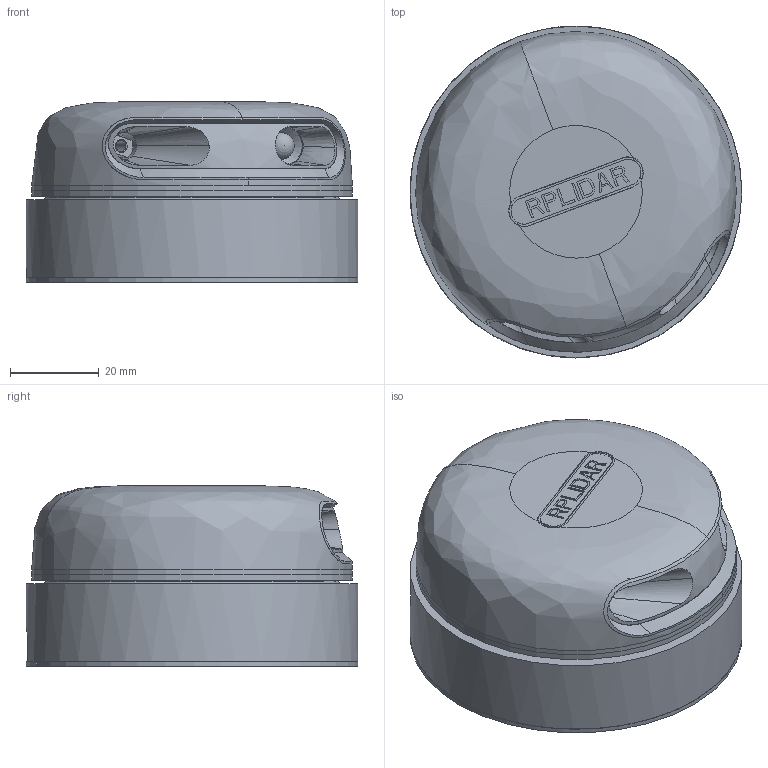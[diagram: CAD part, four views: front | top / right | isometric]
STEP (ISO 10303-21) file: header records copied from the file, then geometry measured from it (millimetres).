
FILE_DESCRIPTION(/* description */ (''),/* implementation_level */ '2;1');
FILE_NAME(/* name */ 'rplidar-a2m4-r1.step',/* time_stamp */ '2020-08-01T10:32:48+03:00',/* author */ (''),/* organization */ (''),/* preprocessor_version */ 'ST-DEVELOPER v18.1',/* originating_system */ 'Autodesk Translation Framework v9.3.0.1241',/* authorisation */ '');
FILE_SCHEMA (('AUTOMOTIVE_DESIGN { 1 0 10303 214 3 1 1 }'));
Length unit declared in the file: millimetre
Products named in the file (11): rplidar-a2m4-r1; RPLIDAR A2; BOTTOM_COVER; BOTTOM_CASE; TOP_BOTTOM; LENS_1; KEY_1; BAT_COVER_19; CONNECTOR_COVER; LASER; SENSOR
Assembly tree (10 placements, depth 3):
  rplidar-a2m4-r1
    RPLIDAR A2
      BOTTOM_COVER
      BOTTOM_CASE
      TOP_BOTTOM
      LENS_1
      KEY_1
      BAT_COVER_19
      CONNECTOR_COVER
      LASER
      SENSOR
Bounding box: 75 x 75 x 40.8 mm (x, y, z)
Volume: 41801.4 mm3; surface area: 52904 mm2
Topology: 9 solids, 9 shells, 492 faces, 1250 edges, 824 vertices
Faces by surface type: plane 293, cylinder 127, bspline 38, cone 23, torus 10, sphere 1
Full cylindrical faces by diameter (mm): 1.6 x2, 2 x6, 2.2 x2, 2.6 x1, 2.7 x6, 3.2 x4, 4 x2, 4.2 x2, 4.5 x2, 5.422 x1, 6 x3, 6.3 x1, 6.5 x2, 8.5 x1, 9 x4, 12.2 x1, 14 x1, 14.5 x1, 33 x1, 39 x1, 57 x1, 64 x1, 65.5 x1, 67.9 x1, 68 x1, 69.5 x2, 72 x1, 72.5 x2, 75 x1
Entity records: 20617 total; most frequent: CARTESIAN_POINT 7778, ORIENTED_EDGE 2498, DIRECTION 2447, EDGE_CURVE 1249, AXIS2_PLACEMENT_3D 832, VERTEX_POINT 824, LINE 783, VECTOR 783
